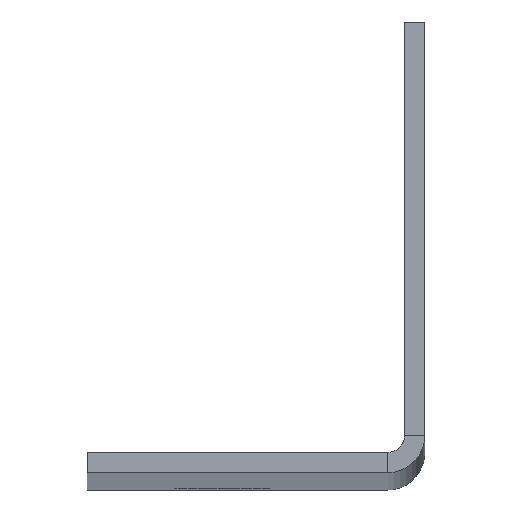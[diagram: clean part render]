
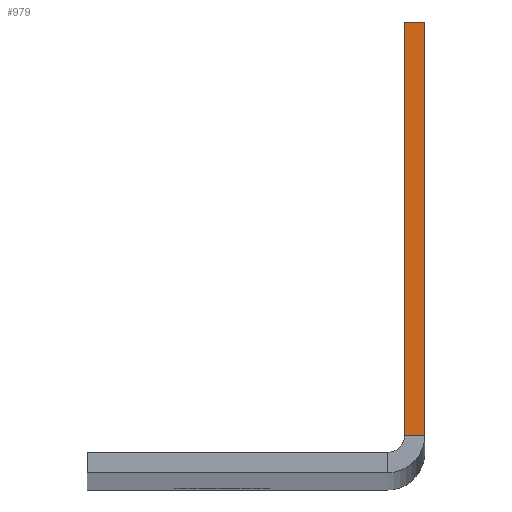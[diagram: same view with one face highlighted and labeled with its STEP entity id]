
A CAD part, top view. The second image highlights one B-rep face of the part: STEP entity #979.
In plain terms, the highlighted planar face has unit normal (0, 0, 1).
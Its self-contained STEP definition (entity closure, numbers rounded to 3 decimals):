
#201 = ORIENTED_EDGE ( 'NONE', *, *, #253, .F. ) ;
#241 = DIRECTION ( 'NONE',  ( 1., 0., 0. ) ) ;
#253 = EDGE_CURVE ( 'NONE', #616, #1343, #1734, .T. ) ;
#306 = VERTEX_POINT ( 'NONE', #1871 ) ;
#378 = CARTESIAN_POINT ( 'NONE',  ( 18.8, 25.5, 589. ) ) ;
#393 = CARTESIAN_POINT ( 'NONE',  ( 18.8, 25.5, 589. ) ) ;
#446 = DIRECTION ( 'NONE',  ( 0., 1., 0. ) ) ;
#552 = LINE ( 'NONE', #1340, #1054 ) ;
#558 = ORIENTED_EDGE ( 'NONE', *, *, #996, .F. ) ;
#616 = VERTEX_POINT ( 'NONE', #393 ) ;
#642 = VERTEX_POINT ( 'NONE', #1440 ) ;
#667 = DIRECTION ( 'NONE',  ( 1., 0., 0. ) ) ;
#903 = FACE_OUTER_BOUND ( 'NONE', #2132, .T. ) ;
#940 = EDGE_CURVE ( 'NONE', #642, #1343, #552, .T. ) ;
#979 = ADVANCED_FACE ( 'NONE', ( #903 ), #1911, .T. ) ;
#996 = EDGE_CURVE ( 'NONE', #306, #616, #2067, .T. ) ;
#1052 = VECTOR ( 'NONE', #1716, 1000. ) ;
#1054 = VECTOR ( 'NONE', #1330, 1000. ) ;
#1155 = EDGE_CURVE ( 'NONE', #306, #642, #1673, .T. ) ;
#1201 = ORIENTED_EDGE ( 'NONE', *, *, #940, .T. ) ;
#1228 = AXIS2_PLACEMENT_3D ( 'NONE', #1394, #1406, #241 ) ;
#1330 = DIRECTION ( 'NONE',  ( 0., 1., 0. ) ) ;
#1340 = CARTESIAN_POINT ( 'NONE',  ( 20., 0., 589. ) ) ;
#1343 = VERTEX_POINT ( 'NONE', #1487 ) ;
#1373 = VECTOR ( 'NONE', #667, 1000. ) ;
#1394 = CARTESIAN_POINT ( 'NONE',  ( 17.8, -1.2, 589. ) ) ;
#1406 = DIRECTION ( 'NONE',  ( 0., 0., 1. ) ) ;
#1440 = CARTESIAN_POINT ( 'NONE',  ( 20., 1., 589. ) ) ;
#1441 = VECTOR ( 'NONE', #446, 1000. ) ;
#1476 = CARTESIAN_POINT ( 'NONE',  ( 18.8, 1., 589. ) ) ;
#1487 = CARTESIAN_POINT ( 'NONE',  ( 20., 25.5, 589. ) ) ;
#1570 = CARTESIAN_POINT ( 'NONE',  ( 18.8, 0., 589. ) ) ;
#1673 = LINE ( 'NONE', #1476, #1373 ) ;
#1716 = DIRECTION ( 'NONE',  ( 1., 0., 0. ) ) ;
#1734 = LINE ( 'NONE', #378, #1052 ) ;
#1798 = ORIENTED_EDGE ( 'NONE', *, *, #1155, .T. ) ;
#1871 = CARTESIAN_POINT ( 'NONE',  ( 18.8, 1., 589. ) ) ;
#1911 = PLANE ( 'NONE',  #1228 ) ;
#2067 = LINE ( 'NONE', #1570, #1441 ) ;
#2132 = EDGE_LOOP ( 'NONE', ( #558, #1798, #1201, #201 ) ) ;
